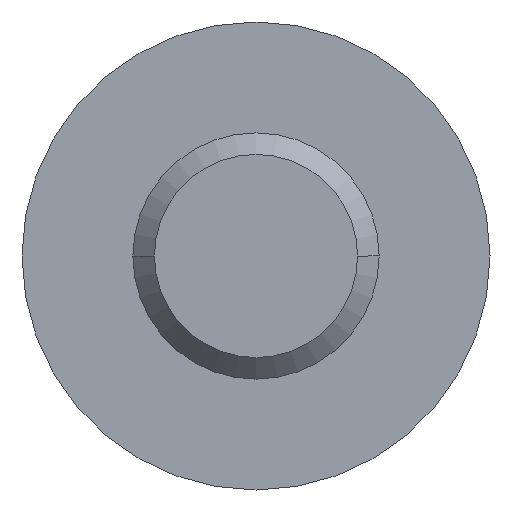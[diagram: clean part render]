
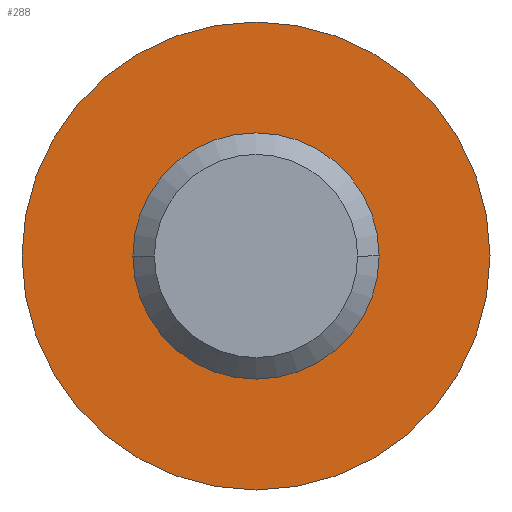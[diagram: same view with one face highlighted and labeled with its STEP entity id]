
A CAD part, left-side view. The second image highlights one B-rep face of the part: STEP entity #288.
In plain terms, the highlighted planar face has unit normal (-1, 0, 0).
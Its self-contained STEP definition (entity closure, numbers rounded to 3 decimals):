
#7 = VERTEX_POINT ( 'NONE', #215 ) ;
#15 = ORIENTED_EDGE ( 'NONE', *, *, #398, .F. ) ;
#25 = CARTESIAN_POINT ( 'NONE',  ( -2.2, 0., 0. ) ) ;
#27 = ORIENTED_EDGE ( 'NONE', *, *, #342, .F. ) ;
#30 = AXIS2_PLACEMENT_3D ( 'NONE', #173, #503, #313 ) ;
#67 = AXIS2_PLACEMENT_3D ( 'NONE', #268, #458, #81 ) ;
#76 = AXIS2_PLACEMENT_3D ( 'NONE', #25, #376, #213 ) ;
#81 = DIRECTION ( 'NONE',  ( 0., 1., 0. ) ) ;
#86 = AXIS2_PLACEMENT_3D ( 'NONE', #499, #535, #533 ) ;
#124 = VERTEX_POINT ( 'NONE', #534 ) ;
#165 = ORIENTED_EDGE ( 'NONE', *, *, #415, .T. ) ;
#173 = CARTESIAN_POINT ( 'NONE',  ( -2.2, 3.8, 0. ) ) ;
#179 = EDGE_LOOP ( 'NONE', ( #15, #27 ) ) ;
#190 = AXIS2_PLACEMENT_3D ( 'NONE', #546, #429, #553 ) ;
#213 = DIRECTION ( 'NONE',  ( 0., 1., 0. ) ) ;
#215 = CARTESIAN_POINT ( 'NONE',  ( -2.2, 2., 0. ) ) ;
#241 = EDGE_LOOP ( 'NONE', ( #165, #261 ) ) ;
#245 = VERTEX_POINT ( 'NONE', #377 ) ;
#246 = EDGE_CURVE ( 'NONE', #124, #7, #379, .T. ) ;
#261 = ORIENTED_EDGE ( 'NONE', *, *, #246, .T. ) ;
#268 = CARTESIAN_POINT ( 'NONE',  ( -2.2, 0., 0. ) ) ;
#288 = ADVANCED_FACE ( 'NONE', ( #396, #383 ), #555, .T. ) ;
#289 = CARTESIAN_POINT ( 'NONE',  ( -2.2, 3.8, 0. ) ) ;
#313 = DIRECTION ( 'NONE',  ( 0., -1., 0. ) ) ;
#342 = EDGE_CURVE ( 'NONE', #245, #430, #407, .T. ) ;
#376 = DIRECTION ( 'NONE',  ( 1., 0., 0. ) ) ;
#377 = CARTESIAN_POINT ( 'NONE',  ( -2.2, -3.8, 0. ) ) ;
#379 = CIRCLE ( 'NONE', #76, 2. ) ;
#383 = FACE_OUTER_BOUND ( 'NONE', #179, .T. ) ;
#396 = FACE_BOUND ( 'NONE', #241, .T. ) ;
#398 = EDGE_CURVE ( 'NONE', #430, #245, #423, .T. ) ;
#407 = CIRCLE ( 'NONE', #67, 3.8 ) ;
#415 = EDGE_CURVE ( 'NONE', #7, #124, #420, .T. ) ;
#420 = CIRCLE ( 'NONE', #86, 2. ) ;
#423 = CIRCLE ( 'NONE', #190, 3.8 ) ;
#429 = DIRECTION ( 'NONE',  ( 1., 0., 0. ) ) ;
#430 = VERTEX_POINT ( 'NONE', #289 ) ;
#458 = DIRECTION ( 'NONE',  ( 1., 0., 0. ) ) ;
#499 = CARTESIAN_POINT ( 'NONE',  ( -2.2, 0., 0. ) ) ;
#503 = DIRECTION ( 'NONE',  ( -1., 0., 0. ) ) ;
#533 = DIRECTION ( 'NONE',  ( 0., 1., 0. ) ) ;
#534 = CARTESIAN_POINT ( 'NONE',  ( -2.2, -2., 0. ) ) ;
#535 = DIRECTION ( 'NONE',  ( 1., 0., 0. ) ) ;
#546 = CARTESIAN_POINT ( 'NONE',  ( -2.2, 0., 0. ) ) ;
#553 = DIRECTION ( 'NONE',  ( 0., 1., 0. ) ) ;
#555 = PLANE ( 'NONE',  #30 ) ;
